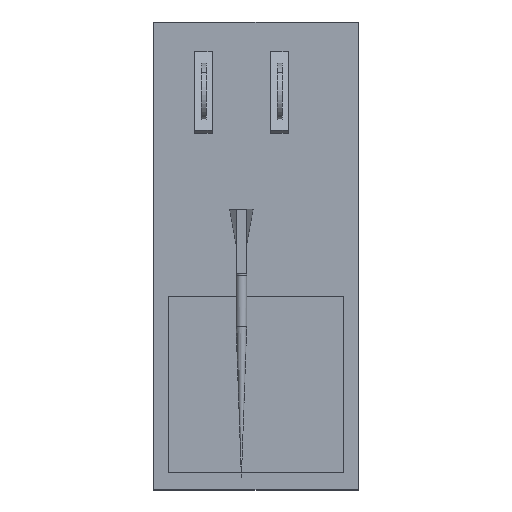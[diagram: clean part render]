
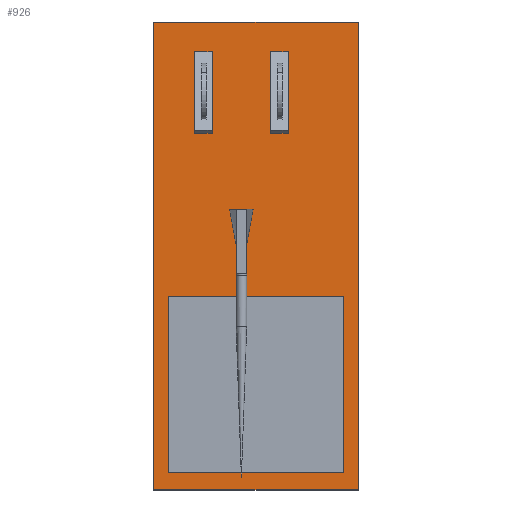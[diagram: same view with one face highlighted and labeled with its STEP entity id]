
A CAD part, top view. The second image highlights one B-rep face of the part: STEP entity #926.
In plain terms, the highlighted planar face has unit normal (0, 0, 1).
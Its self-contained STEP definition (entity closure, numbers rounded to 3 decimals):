
#24=FACE_BOUND('',#126,.T.);
#25=FACE_BOUND('',#127,.T.);
#26=B_SPLINE_CURVE_WITH_KNOTS('',3,(#1451,#1452,#1453,#1454),
 .UNSPECIFIED.,.F.,.F.,(4,4),(0.,1.),.UNSPECIFIED.);
#27=B_SPLINE_CURVE_WITH_KNOTS('',3,(#1478,#1479,#1480,#1481),
 .UNSPECIFIED.,.F.,.F.,(4,4),(0.,1.),.UNSPECIFIED.);
#67=FACE_OUTER_BOUND('',#125,.T.);
#125=EDGE_LOOP('',(#715,#716,#717,#718));
#126=EDGE_LOOP('',(#719,#720,#721,#722));
#127=EDGE_LOOP('',(#723,#724,#725));
#181=LINE('',#1403,#282);
#185=LINE('',#1411,#286);
#188=LINE('',#1417,#289);
#191=LINE('',#1422,#292);
#199=LINE('',#1460,#300);
#204=LINE('',#1490,#305);
#207=LINE('',#1496,#308);
#210=LINE('',#1502,#311);
#213=LINE('',#1506,#314);
#282=VECTOR('',#1140,10.);
#286=VECTOR('',#1146,10.);
#289=VECTOR('',#1151,10.);
#292=VECTOR('',#1156,10.);
#300=VECTOR('',#1172,10.);
#305=VECTOR('',#1179,10.);
#308=VECTOR('',#1184,10.);
#311=VECTOR('',#1189,10.);
#314=VECTOR('',#1194,10.);
#410=VERTEX_POINT('',#1401);
#411=VERTEX_POINT('',#1402);
#414=VERTEX_POINT('',#1410);
#416=VERTEX_POINT('',#1416);
#421=VERTEX_POINT('',#1449);
#422=VERTEX_POINT('',#1450);
#423=VERTEX_POINT('',#1459);
#426=VERTEX_POINT('',#1487);
#427=VERTEX_POINT('',#1489);
#429=VERTEX_POINT('',#1495);
#431=VERTEX_POINT('',#1501);
#506=EDGE_CURVE('',#410,#411,#181,.T.);
#510=EDGE_CURVE('',#411,#414,#185,.T.);
#513=EDGE_CURVE('',#414,#416,#188,.T.);
#516=EDGE_CURVE('',#416,#410,#191,.T.);
#522=EDGE_CURVE('',#421,#422,#26,.T.);
#526=EDGE_CURVE('',#422,#423,#199,.T.);
#528=EDGE_CURVE('',#423,#421,#27,.T.);
#532=EDGE_CURVE('',#427,#426,#204,.T.);
#535=EDGE_CURVE('',#429,#427,#207,.T.);
#538=EDGE_CURVE('',#431,#429,#210,.T.);
#541=EDGE_CURVE('',#426,#431,#213,.T.);
#715=ORIENTED_EDGE('',*,*,#541,.T.);
#716=ORIENTED_EDGE('',*,*,#538,.T.);
#717=ORIENTED_EDGE('',*,*,#535,.T.);
#718=ORIENTED_EDGE('',*,*,#532,.T.);
#719=ORIENTED_EDGE('',*,*,#513,.T.);
#720=ORIENTED_EDGE('',*,*,#516,.T.);
#721=ORIENTED_EDGE('',*,*,#506,.T.);
#722=ORIENTED_EDGE('',*,*,#510,.T.);
#723=ORIENTED_EDGE('',*,*,#522,.T.);
#724=ORIENTED_EDGE('',*,*,#526,.T.);
#725=ORIENTED_EDGE('',*,*,#528,.T.);
#874=PLANE('',#1017);
#926=ADVANCED_FACE('',(#67,#24,#25),#874,.T.);
#1017=AXIS2_PLACEMENT_3D('',#1507,#1195,#1196);
#1140=DIRECTION('',(0.,1.,0.));
#1146=DIRECTION('',(1.,0.,0.));
#1151=DIRECTION('',(0.,-1.,0.));
#1156=DIRECTION('',(-1.,0.,0.));
#1172=DIRECTION('',(1.,0.,0.));
#1179=DIRECTION('',(0.,-1.,0.));
#1184=DIRECTION('',(-1.,0.,0.));
#1189=DIRECTION('',(0.,1.,0.));
#1194=DIRECTION('',(1.,0.,0.));
#1195=DIRECTION('center_axis',(0.,0.,1.));
#1196=DIRECTION('ref_axis',(1.,0.,0.));
#1401=CARTESIAN_POINT('',(12.5,-22.,10.));
#1402=CARTESIAN_POINT('',(12.5,8.,10.));
#1403=CARTESIAN_POINT('',(12.5,-3.5,10.));
#1410=CARTESIAN_POINT('',(42.5,8.,10.));
#1411=CARTESIAN_POINT('',(20.,8.,10.));
#1416=CARTESIAN_POINT('',(42.5,-22.,10.));
#1417=CARTESIAN_POINT('',(42.5,11.5,10.));
#1422=CARTESIAN_POINT('',(35.,-22.,10.));
#1449=CARTESIAN_POINT('',(25.,12.,10.));
#1450=CARTESIAN_POINT('',(23.,23.,10.));
#1451=CARTESIAN_POINT('Ctrl Pts',(25.,12.,10.));
#1452=CARTESIAN_POINT('Ctrl Pts',(24.333,15.667,10.));
#1453=CARTESIAN_POINT('Ctrl Pts',(23.667,19.333,10.));
#1454=CARTESIAN_POINT('Ctrl Pts',(23.,23.,10.));
#1459=CARTESIAN_POINT('',(27.,23.,10.));
#1460=CARTESIAN_POINT('',(25.25,23.,10.));
#1478=CARTESIAN_POINT('Ctrl Pts',(27.,23.,10.));
#1479=CARTESIAN_POINT('Ctrl Pts',(26.333,19.333,10.));
#1480=CARTESIAN_POINT('Ctrl Pts',(25.667,15.667,10.));
#1481=CARTESIAN_POINT('Ctrl Pts',(25.,12.,10.));
#1487=CARTESIAN_POINT('',(10.,-25.,10.));
#1489=CARTESIAN_POINT('',(10.,55.,10.));
#1490=CARTESIAN_POINT('',(10.,-25.,10.));
#1495=CARTESIAN_POINT('',(45.,55.,10.));
#1496=CARTESIAN_POINT('',(10.,55.,10.));
#1501=CARTESIAN_POINT('',(45.,-25.,10.));
#1502=CARTESIAN_POINT('',(45.,55.,10.));
#1506=CARTESIAN_POINT('',(45.,-25.,10.));
#1507=CARTESIAN_POINT('Origin',(27.5,15.,10.));
